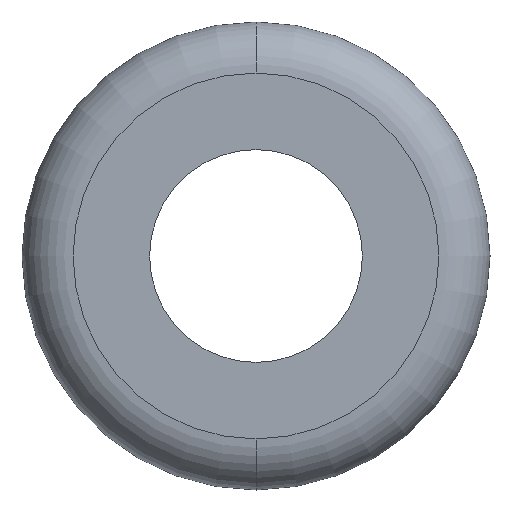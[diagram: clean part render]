
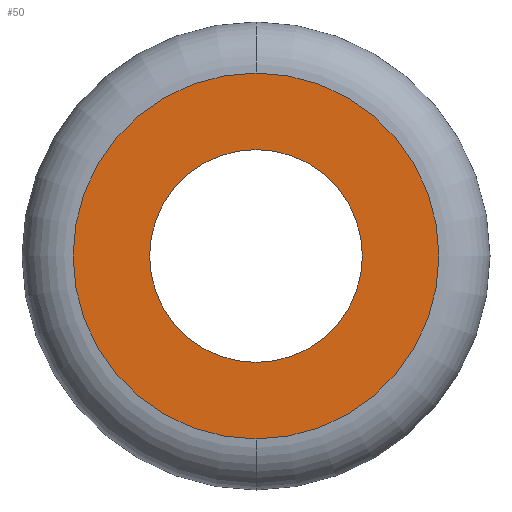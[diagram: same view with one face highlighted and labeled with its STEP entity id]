
A CAD part, front view. The second image highlights one B-rep face of the part: STEP entity #50.
In plain terms, the highlighted planar face has unit normal (0, -1, 0).
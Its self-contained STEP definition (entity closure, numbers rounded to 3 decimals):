
#3 = VERTEX_POINT ( 'NONE', #156 ) ;
#20 = EDGE_CURVE ( 'NONE', #3, #21, #197, .T. ) ;
#21 = VERTEX_POINT ( 'NONE', #192 ) ;
#50 = ADVANCED_FACE ( 'NONE', ( #295, #290 ), #288, .F. ) ;
#51 = EDGE_LOOP ( 'NONE', ( #263, #53 ) ) ;
#52 = EDGE_LOOP ( 'NONE', ( #92, #94 ) ) ;
#53 = ORIENTED_EDGE ( 'NONE', *, *, #172, .T. ) ;
#92 = ORIENTED_EDGE ( 'NONE', *, *, #93, .F. ) ;
#93 = EDGE_CURVE ( 'NONE', #21, #3, #135, .T. ) ;
#94 = ORIENTED_EDGE ( 'NONE', *, *, #20, .F. ) ;
#127 = DIRECTION ( 'NONE',  ( 0., 0., -1. ) ) ;
#128 = DIRECTION ( 'NONE',  ( 0., -1., 0. ) ) ;
#129 = CARTESIAN_POINT ( 'NONE',  ( 0., 0., 0. ) ) ;
#130 = AXIS2_PLACEMENT_3D ( 'NONE', #129, #128, #127 ) ;
#135 = CIRCLE ( 'NONE', #130, 2.5 ) ;
#156 = CARTESIAN_POINT ( 'NONE',  ( 0., 0., 2.5 ) ) ;
#172 = EDGE_CURVE ( 'NONE', #173, #174, #317, .T. ) ;
#173 = VERTEX_POINT ( 'NONE', #470 ) ;
#174 = VERTEX_POINT ( 'NONE', #391 ) ;
#192 = CARTESIAN_POINT ( 'NONE',  ( 0., 0., -2.5 ) ) ;
#193 = DIRECTION ( 'NONE',  ( 0., 0., -1. ) ) ;
#194 = DIRECTION ( 'NONE',  ( 0., -1., 0. ) ) ;
#195 = CARTESIAN_POINT ( 'NONE',  ( 0., 0., 0. ) ) ;
#196 = AXIS2_PLACEMENT_3D ( 'NONE', #195, #194, #193 ) ;
#197 = CIRCLE ( 'NONE', #196, 2.5 ) ;
#263 = ORIENTED_EDGE ( 'NONE', *, *, #264, .T. ) ;
#264 = EDGE_CURVE ( 'NONE', #174, #173, #477, .T. ) ;
#284 = DIRECTION ( 'NONE',  ( 0., 0., 1. ) ) ;
#285 = DIRECTION ( 'NONE',  ( 0., 1., 0. ) ) ;
#286 = CARTESIAN_POINT ( 'NONE',  ( -2.5, 0., 0. ) ) ;
#287 = AXIS2_PLACEMENT_3D ( 'NONE', #286, #285, #284 ) ;
#288 = PLANE ( 'NONE',  #287 ) ;
#290 = FACE_BOUND ( 'NONE', #52, .T. ) ;
#295 = FACE_OUTER_BOUND ( 'NONE', #51, .T. ) ;
#317 = CIRCLE ( 'NONE', #490, 4.3 ) ;
#391 = CARTESIAN_POINT ( 'NONE',  ( 0., 0., 4.3 ) ) ;
#447 = CARTESIAN_POINT ( 'NONE',  ( 0., 0., 0. ) ) ;
#462 = DIRECTION ( 'NONE',  ( 0., -1., 0. ) ) ;
#470 = CARTESIAN_POINT ( 'NONE',  ( 0., 0., -4.3 ) ) ;
#473 = DIRECTION ( 'NONE',  ( 0., 0., 1. ) ) ;
#474 = DIRECTION ( 'NONE',  ( 0., -1., 0. ) ) ;
#475 = CARTESIAN_POINT ( 'NONE',  ( 0., 0., 0. ) ) ;
#476 = AXIS2_PLACEMENT_3D ( 'NONE', #475, #474, #473 ) ;
#477 = CIRCLE ( 'NONE', #476, 4.3 ) ;
#490 = AXIS2_PLACEMENT_3D ( 'NONE', #447, #462, #491 ) ;
#491 = DIRECTION ( 'NONE',  ( 0., 0., 1. ) ) ;
